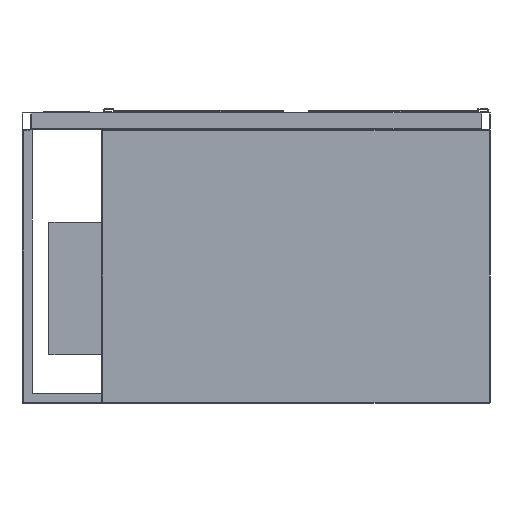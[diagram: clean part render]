
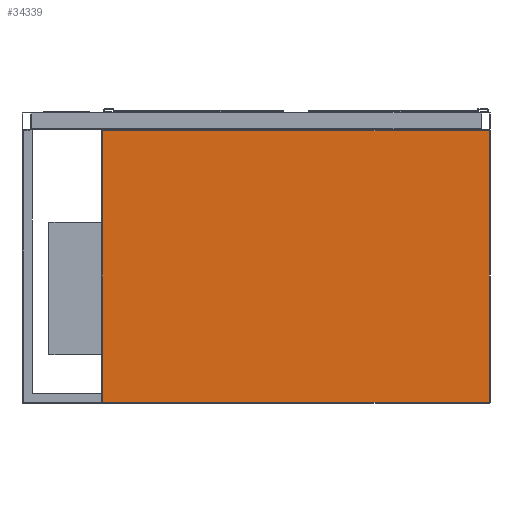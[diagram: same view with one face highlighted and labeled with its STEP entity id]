
A CAD part, front view. The second image highlights one B-rep face of the part: STEP entity #34339.
In plain terms, the highlighted planar face has unit normal (0, -1, 0).
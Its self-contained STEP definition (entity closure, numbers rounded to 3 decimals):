
#1000 = CARTESIAN_POINT ( 'NONE',  ( 438., -230., -660. ) ) ;
#1085 = FACE_OUTER_BOUND ( 'NONE', #4821, .T. ) ;
#1536 = CARTESIAN_POINT ( 'NONE',  ( -440., -230., -658. ) ) ;
#3072 = CARTESIAN_POINT ( 'NONE',  ( -440., -230., -42. ) ) ;
#3643 = CARTESIAN_POINT ( 'NONE',  ( -440., -230., -660. ) ) ;
#3753 = VECTOR ( 'NONE', #34654, 1000. ) ;
#4821 = EDGE_LOOP ( 'NONE', ( #25603, #6231, #35171, #22772 ) ) ;
#6231 = ORIENTED_EDGE ( 'NONE', *, *, #35521, .T. ) ;
#8464 = VERTEX_POINT ( 'NONE', #29548 ) ;
#9299 = AXIS2_PLACEMENT_3D ( 'NONE', #3643, #23232, #26148 ) ;
#9521 = CARTESIAN_POINT ( 'NONE',  ( -438., -230., -660. ) ) ;
#9585 = VECTOR ( 'NONE', #17568, 1000. ) ;
#11131 = LINE ( 'NONE', #3072, #20689 ) ;
#11324 = DIRECTION ( 'NONE',  ( -1., 0., 0. ) ) ;
#11813 = LINE ( 'NONE', #1000, #3753 ) ;
#15632 = DIRECTION ( 'NONE',  ( 1., 0., 0. ) ) ;
#16550 = VECTOR ( 'NONE', #15632, 1000. ) ;
#17568 = DIRECTION ( 'NONE',  ( 0., 0., -1. ) ) ;
#18729 = LINE ( 'NONE', #1536, #16550 ) ;
#20275 = CARTESIAN_POINT ( 'NONE',  ( -438., -230., -658. ) ) ;
#20689 = VECTOR ( 'NONE', #11324, 1000. ) ;
#22772 = ORIENTED_EDGE ( 'NONE', *, *, #28970, .T. ) ;
#23232 = DIRECTION ( 'NONE',  ( 0., -1., 0. ) ) ;
#25603 = ORIENTED_EDGE ( 'NONE', *, *, #35804, .T. ) ;
#25772 = VERTEX_POINT ( 'NONE', #26678 ) ;
#26148 = DIRECTION ( 'NONE',  ( 0., 0., -1. ) ) ;
#26678 = CARTESIAN_POINT ( 'NONE',  ( -438., -230., -42. ) ) ;
#27815 = EDGE_CURVE ( 'NONE', #35899, #30453, #18729, .T. ) ;
#28896 = PLANE ( 'NONE',  #9299 ) ;
#28970 = EDGE_CURVE ( 'NONE', #30453, #8464, #11813, .T. ) ;
#29548 = CARTESIAN_POINT ( 'NONE',  ( 438., -230., -42. ) ) ;
#30453 = VERTEX_POINT ( 'NONE', #31618 ) ;
#31618 = CARTESIAN_POINT ( 'NONE',  ( 438., -230., -658. ) ) ;
#32150 = LINE ( 'NONE', #9521, #9585 ) ;
#34339 = ADVANCED_FACE ( 'Fl�che8', ( #1085 ), #28896, .T. ) ;
#34654 = DIRECTION ( 'NONE',  ( 0., 0., 1. ) ) ;
#35171 = ORIENTED_EDGE ( 'NONE', *, *, #27815, .T. ) ;
#35521 = EDGE_CURVE ( 'NONE', #25772, #35899, #32150, .T. ) ;
#35804 = EDGE_CURVE ( 'NONE', #8464, #25772, #11131, .T. ) ;
#35899 = VERTEX_POINT ( 'NONE', #20275 ) ;
